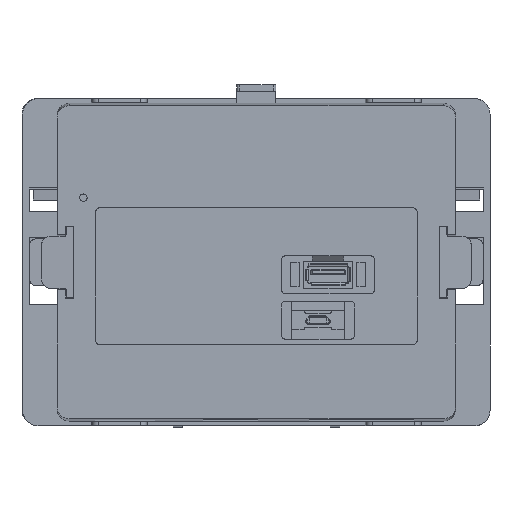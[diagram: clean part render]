
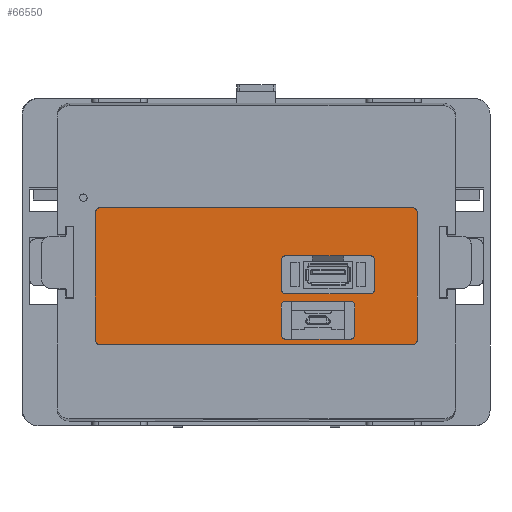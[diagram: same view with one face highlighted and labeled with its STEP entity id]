
A CAD part, front view. The second image highlights one B-rep face of the part: STEP entity #66550.
In plain terms, the highlighted face is planar.
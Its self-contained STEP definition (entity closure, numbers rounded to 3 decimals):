
#61509=DIRECTION('',(1.,0.,0.));
#61510=VECTOR('',#61509,100.381);
#61511=CARTESIAN_POINT('',(-50.19,32.2,26.564));
#61512=LINE('',#61511,#61510);
#61521=DIRECTION('',(0.,0.,1.));
#61522=VECTOR('',#61521,41.043);
#61523=CARTESIAN_POINT('',(-51.69,32.2,-15.979));
#61524=LINE('',#61523,#61522);
#61533=DIRECTION('',(-1.,0.,0.));
#61534=VECTOR('',#61533,100.381);
#61535=CARTESIAN_POINT('',(50.191,32.2,-17.479));
#61536=LINE('',#61535,#61534);
#61545=DIRECTION('',(0.,0.,-1.));
#61546=VECTOR('',#61545,41.043);
#61547=CARTESIAN_POINT('',(51.691,32.2,25.064));
#61548=LINE('',#61547,#61546);
#61549=CARTESIAN_POINT('',(51.691,32.2,25.064));
#61550=CARTESIAN_POINT('',(51.691,32.2,25.771));
#61551=CARTESIAN_POINT('',(50.898,32.2,26.564));
#61552=CARTESIAN_POINT('',(50.191,32.2,26.564));
#61554=CARTESIAN_POINT('',(-50.19,32.2,26.564));
#61555=CARTESIAN_POINT('',(-50.897,32.2,26.564));
#61556=CARTESIAN_POINT('',(-51.69,32.2,25.771));
#61557=CARTESIAN_POINT('',(-51.69,32.2,25.064));
#61559=CARTESIAN_POINT('',(-51.69,32.2,-15.979));
#61560=CARTESIAN_POINT('',(-51.69,32.2,-16.686));
#61561=CARTESIAN_POINT('',(-50.898,32.2,-17.479));
#61562=CARTESIAN_POINT('',(-50.19,32.2,-17.479));
#61564=CARTESIAN_POINT('',(50.191,32.2,-17.479));
#61565=CARTESIAN_POINT('',(50.898,32.2,-17.479));
#61566=CARTESIAN_POINT('',(51.691,32.2,-16.686));
#61567=CARTESIAN_POINT('',(51.691,32.2,-15.979));
#61569=DIRECTION('',(0.,0.,-1.));
#61570=VECTOR('',#61569,9.147);
#61571=CARTESIAN_POINT('',(31.653,32.2,23.194));
#61572=LINE('',#61571,#61570);
#61573=CARTESIAN_POINT('',(30.154,32.2,14.046));
#61574=DIRECTION('',(0.,1.,0.));
#61575=DIRECTION('',(1.,0.,0.));
#61576=AXIS2_PLACEMENT_3D('',#61573,#61574,#61575);
#61578=DIRECTION('',(-1.,0.,0.));
#61579=VECTOR('',#61578,20.727);
#61580=CARTESIAN_POINT('',(30.154,32.2,12.547));
#61581=LINE('',#61580,#61579);
#61582=CARTESIAN_POINT('',(9.426,32.2,14.046));
#61583=DIRECTION('',(0.,1.,0.));
#61584=DIRECTION('',(0.,0.,-1.));
#61585=AXIS2_PLACEMENT_3D('',#61582,#61583,#61584);
#61587=DIRECTION('',(0.,0.,1.));
#61588=VECTOR('',#61587,9.147);
#61589=CARTESIAN_POINT('',(7.927,32.2,14.046));
#61590=LINE('',#61589,#61588);
#61591=CARTESIAN_POINT('',(9.426,32.2,23.194));
#61592=DIRECTION('',(0.,1.,0.));
#61593=DIRECTION('',(-1.,0.,0.));
#61594=AXIS2_PLACEMENT_3D('',#61591,#61592,#61593);
#61596=DIRECTION('',(1.,0.,0.));
#61597=VECTOR('',#61596,20.727);
#61598=CARTESIAN_POINT('',(9.426,32.2,24.693));
#61599=LINE('',#61598,#61597);
#61600=CARTESIAN_POINT('',(30.154,32.2,23.194));
#61601=DIRECTION('',(0.,1.,0.));
#61602=DIRECTION('',(0.,0.,1.));
#61603=AXIS2_PLACEMENT_3D('',#61600,#61601,#61602);
#61605=DIRECTION('',(0.,0.,-1.));
#61606=VECTOR('',#61605,9.147);
#61607=CARTESIAN_POINT('',(38.073,32.2,8.596));
#61608=LINE('',#61607,#61606);
#61609=CARTESIAN_POINT('',(36.574,32.2,-0.552));
#61610=DIRECTION('',(0.,1.,0.));
#61611=DIRECTION('',(1.,0.,0.));
#61612=AXIS2_PLACEMENT_3D('',#61609,#61610,#61611);
#61614=DIRECTION('',(-1.,0.,0.));
#61615=VECTOR('',#61614,27.147);
#61616=CARTESIAN_POINT('',(36.574,32.2,-2.051));
#61617=LINE('',#61616,#61615);
#61618=CARTESIAN_POINT('',(9.426,32.2,-0.552));
#61619=DIRECTION('',(0.,1.,0.));
#61620=DIRECTION('',(0.,0.,-1.));
#61621=AXIS2_PLACEMENT_3D('',#61618,#61619,#61620);
#61623=DIRECTION('',(0.,0.,1.));
#61624=VECTOR('',#61623,9.147);
#61625=CARTESIAN_POINT('',(7.927,32.2,-0.552));
#61626=LINE('',#61625,#61624);
#61627=CARTESIAN_POINT('',(9.426,32.2,8.596));
#61628=DIRECTION('',(0.,1.,0.));
#61629=DIRECTION('',(-1.,0.,0.));
#61630=AXIS2_PLACEMENT_3D('',#61627,#61628,#61629);
#61632=DIRECTION('',(1.,0.,0.));
#61633=VECTOR('',#61632,27.147);
#61634=CARTESIAN_POINT('',(9.426,32.2,10.095));
#61635=LINE('',#61634,#61633);
#61636=CARTESIAN_POINT('',(36.574,32.2,8.596));
#61637=DIRECTION('',(0.,1.,0.));
#61638=DIRECTION('',(0.,0.,1.));
#61639=AXIS2_PLACEMENT_3D('',#61636,#61637,#61638);
#62946=CARTESIAN_POINT('',(50.191,32.2,26.564));
#62947=VERTEX_POINT('',#62946);
#62948=VERTEX_POINT('',#61549);
#62949=CARTESIAN_POINT('',(-50.19,32.2,26.564));
#62950=VERTEX_POINT('',#62949);
#62951=CARTESIAN_POINT('',(-51.69,32.2,25.064));
#62952=VERTEX_POINT('',#62951);
#62953=CARTESIAN_POINT('',(-51.69,32.2,-15.979));
#62954=VERTEX_POINT('',#62953);
#62955=CARTESIAN_POINT('',(-50.19,32.2,-17.479));
#62956=VERTEX_POINT('',#62955);
#62957=CARTESIAN_POINT('',(50.191,32.2,-17.479));
#62958=VERTEX_POINT('',#62957);
#62959=CARTESIAN_POINT('',(51.691,32.2,-15.979));
#62960=VERTEX_POINT('',#62959);
#62961=CARTESIAN_POINT('',(31.653,32.2,23.194));
#62962=CARTESIAN_POINT('',(31.653,32.2,14.047));
#62963=VERTEX_POINT('',#62961);
#62964=VERTEX_POINT('',#62962);
#62965=CARTESIAN_POINT('',(30.154,32.2,12.547));
#62966=VERTEX_POINT('',#62965);
#62967=CARTESIAN_POINT('',(9.427,32.2,12.547));
#62968=VERTEX_POINT('',#62967);
#62969=CARTESIAN_POINT('',(7.927,32.2,14.046));
#62970=VERTEX_POINT('',#62969);
#62971=CARTESIAN_POINT('',(7.927,32.2,23.193));
#62972=VERTEX_POINT('',#62971);
#62973=CARTESIAN_POINT('',(9.426,32.2,24.693));
#62974=VERTEX_POINT('',#62973);
#62975=CARTESIAN_POINT('',(30.153,32.2,24.693));
#62976=VERTEX_POINT('',#62975);
#62977=CARTESIAN_POINT('',(38.073,32.2,8.596));
#62978=CARTESIAN_POINT('',(38.073,32.2,-0.551));
#62979=VERTEX_POINT('',#62977);
#62980=VERTEX_POINT('',#62978);
#62981=CARTESIAN_POINT('',(36.574,32.2,-2.051));
#62982=VERTEX_POINT('',#62981);
#62983=CARTESIAN_POINT('',(9.427,32.2,-2.051));
#62984=VERTEX_POINT('',#62983);
#62985=CARTESIAN_POINT('',(7.927,32.2,-0.552));
#62986=VERTEX_POINT('',#62985);
#62987=CARTESIAN_POINT('',(7.927,32.2,8.595));
#62988=VERTEX_POINT('',#62987);
#62989=CARTESIAN_POINT('',(9.426,32.2,10.095));
#62990=VERTEX_POINT('',#62989);
#62991=CARTESIAN_POINT('',(36.573,32.2,10.095));
#62992=VERTEX_POINT('',#62991);
#66499=CARTESIAN_POINT('',(0.,32.2,0.));
#66500=DIRECTION('',(0.,1.,0.));
#66501=DIRECTION('',(1.,0.,0.));
#66502=AXIS2_PLACEMENT_3D('',#66499,#66500,#66501);
#66503=PLANE('',#66502);
#66504=ORIENTED_EDGE('',*,*,#66380,.T.);
#66505=ORIENTED_EDGE('',*,*,#66395,.F.);
#66506=ORIENTED_EDGE('',*,*,#66414,.T.);
#66507=ORIENTED_EDGE('',*,*,#66428,.F.);
#66508=ORIENTED_EDGE('',*,*,#66447,.T.);
#66509=ORIENTED_EDGE('',*,*,#66461,.F.);
#66510=ORIENTED_EDGE('',*,*,#66480,.T.);
#66511=ORIENTED_EDGE('',*,*,#66493,.F.);
#66512=EDGE_LOOP('',(#66504,#66505,#66506,#66507,#66508,#66509,#66510,#66511));
#66513=FACE_OUTER_BOUND('',#66512,.F.);
#66515=ORIENTED_EDGE('',*,*,#66514,.T.);
#66517=ORIENTED_EDGE('',*,*,#66516,.T.);
#66519=ORIENTED_EDGE('',*,*,#66518,.T.);
#66521=ORIENTED_EDGE('',*,*,#66520,.T.);
#66523=ORIENTED_EDGE('',*,*,#66522,.T.);
#66525=ORIENTED_EDGE('',*,*,#66524,.T.);
#66527=ORIENTED_EDGE('',*,*,#66526,.T.);
#66529=ORIENTED_EDGE('',*,*,#66528,.T.);
#66530=EDGE_LOOP('',(#66515,#66517,#66519,#66521,#66523,#66525,#66527,#66529));
#66531=FACE_BOUND('',#66530,.F.);
#66533=ORIENTED_EDGE('',*,*,#66532,.T.);
#66535=ORIENTED_EDGE('',*,*,#66534,.T.);
#66537=ORIENTED_EDGE('',*,*,#66536,.T.);
#66539=ORIENTED_EDGE('',*,*,#66538,.T.);
#66541=ORIENTED_EDGE('',*,*,#66540,.T.);
#66543=ORIENTED_EDGE('',*,*,#66542,.T.);
#66545=ORIENTED_EDGE('',*,*,#66544,.T.);
#66547=ORIENTED_EDGE('',*,*,#66546,.T.);
#66548=EDGE_LOOP('',(#66533,#66535,#66537,#66539,#66541,#66543,#66545,#66547));
#66549=FACE_BOUND('',#66548,.F.);
#61553=B_SPLINE_CURVE_WITH_KNOTS('',3,(#61549,#61550,#61551,#61552),
.UNSPECIFIED.,.F.,.F.,(4,4),(0.,1.),.UNSPECIFIED.);
#61558=B_SPLINE_CURVE_WITH_KNOTS('',3,(#61554,#61555,#61556,#61557),
.UNSPECIFIED.,.F.,.F.,(4,4),(0.,1.),.UNSPECIFIED.);
#61563=B_SPLINE_CURVE_WITH_KNOTS('',3,(#61559,#61560,#61561,#61562),
.UNSPECIFIED.,.F.,.F.,(4,4),(0.,1.),.UNSPECIFIED.);
#61568=B_SPLINE_CURVE_WITH_KNOTS('',3,(#61564,#61565,#61566,#61567),
.UNSPECIFIED.,.F.,.F.,(4,4),(0.,1.),.UNSPECIFIED.);
#61577=CIRCLE('',#61576,1.5);
#61586=CIRCLE('',#61585,1.5);
#61595=CIRCLE('',#61594,1.5);
#61604=CIRCLE('',#61603,1.5);
#61613=CIRCLE('',#61612,1.5);
#61622=CIRCLE('',#61621,1.5);
#61631=CIRCLE('',#61630,1.5);
#61640=CIRCLE('',#61639,1.5);
#66380=EDGE_CURVE('',#62948,#62947,#61553,.T.);
#66395=EDGE_CURVE('',#62950,#62947,#61512,.T.);
#66414=EDGE_CURVE('',#62950,#62952,#61558,.T.);
#66428=EDGE_CURVE('',#62954,#62952,#61524,.T.);
#66447=EDGE_CURVE('',#62954,#62956,#61563,.T.);
#66461=EDGE_CURVE('',#62958,#62956,#61536,.T.);
#66480=EDGE_CURVE('',#62958,#62960,#61568,.T.);
#66493=EDGE_CURVE('',#62948,#62960,#61548,.T.);
#66514=EDGE_CURVE('',#62963,#62964,#61572,.T.);
#66516=EDGE_CURVE('',#62964,#62966,#61577,.T.);
#66518=EDGE_CURVE('',#62966,#62968,#61581,.T.);
#66520=EDGE_CURVE('',#62968,#62970,#61586,.T.);
#66522=EDGE_CURVE('',#62970,#62972,#61590,.T.);
#66524=EDGE_CURVE('',#62972,#62974,#61595,.T.);
#66526=EDGE_CURVE('',#62974,#62976,#61599,.T.);
#66528=EDGE_CURVE('',#62976,#62963,#61604,.T.);
#66532=EDGE_CURVE('',#62979,#62980,#61608,.T.);
#66534=EDGE_CURVE('',#62980,#62982,#61613,.T.);
#66536=EDGE_CURVE('',#62982,#62984,#61617,.T.);
#66538=EDGE_CURVE('',#62984,#62986,#61622,.T.);
#66540=EDGE_CURVE('',#62986,#62988,#61626,.T.);
#66542=EDGE_CURVE('',#62988,#62990,#61631,.T.);
#66544=EDGE_CURVE('',#62990,#62992,#61635,.T.);
#66546=EDGE_CURVE('',#62992,#62979,#61640,.T.);
#66550=ADVANCED_FACE('',(#66513,#66531,#66549),#66503,.T.);
